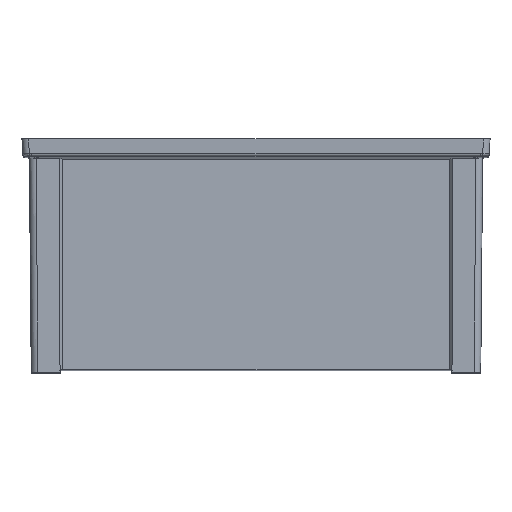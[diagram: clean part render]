
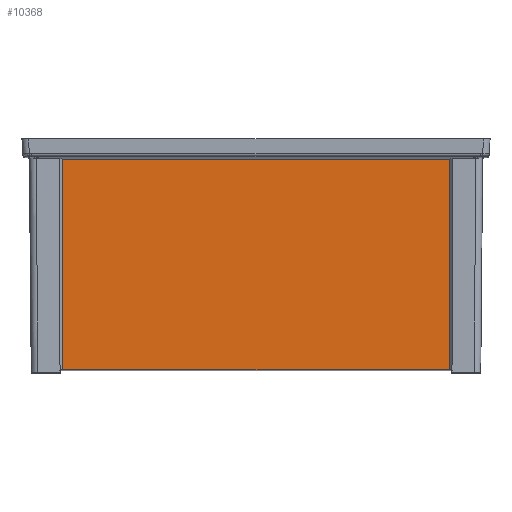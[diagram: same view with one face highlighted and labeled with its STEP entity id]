
A CAD part, top view. The second image highlights one B-rep face of the part: STEP entity #10368.
In plain terms, the highlighted planar face has unit normal (0, -0.009, 1).
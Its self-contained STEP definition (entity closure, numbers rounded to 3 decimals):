
#282 = DIRECTION ( 'NONE',  ( 0., -1., -0.009 ) ) ;
#788 = LINE ( 'NONE', #9340, #6298 ) ;
#946 = AXIS2_PLACEMENT_3D ( 'NONE', #12368, #6838, #282 ) ;
#1164 = LINE ( 'NONE', #9154, #7683 ) ;
#1289 = DIRECTION ( 'NONE',  ( 0.001, -1., -0.009 ) ) ;
#1941 = EDGE_LOOP ( 'NONE', ( #1949, #4150, #6107, #4063 ) ) ;
#1949 = ORIENTED_EDGE ( 'NONE', *, *, #12350, .F. ) ;
#2616 = VERTEX_POINT ( 'NONE', #8854 ) ;
#2838 = VECTOR ( 'NONE', #13964, 1000. ) ;
#3970 = CARTESIAN_POINT ( 'NONE',  ( 158.671, -189.4, 206.847 ) ) ;
#4063 = ORIENTED_EDGE ( 'NONE', *, *, #5018, .F. ) ;
#4150 = ORIENTED_EDGE ( 'NONE', *, *, #10986, .T. ) ;
#5018 = EDGE_CURVE ( 'NONE', #8743, #5838, #1164, .T. ) ;
#5455 = FACE_OUTER_BOUND ( 'NONE', #1941, .T. ) ;
#5838 = VERTEX_POINT ( 'NONE', #7499 ) ;
#6107 = ORIENTED_EDGE ( 'NONE', *, *, #7779, .T. ) ;
#6298 = VECTOR ( 'NONE', #12533, 1000. ) ;
#6571 = VECTOR ( 'NONE', #1289, 1000. ) ;
#6838 = DIRECTION ( 'NONE',  ( 0., -0.009, 1. ) ) ;
#6900 = LINE ( 'NONE', #12328, #6571 ) ;
#7265 = CARTESIAN_POINT ( 'NONE',  ( 617.46, 500000., 4571.934 ) ) ;
#7499 = CARTESIAN_POINT ( 'NONE',  ( -158.671, -189.4, 206.847 ) ) ;
#7683 = VECTOR ( 'NONE', #13484, 1000. ) ;
#7779 = EDGE_CURVE ( 'NONE', #2616, #5838, #6900, .T. ) ;
#8743 = VERTEX_POINT ( 'NONE', #3970 ) ;
#8854 = CARTESIAN_POINT ( 'NONE',  ( -158.829, -16.679, 208.354 ) ) ;
#9154 = CARTESIAN_POINT ( 'NONE',  ( -183.5, -189.4, 206.847 ) ) ;
#9340 = CARTESIAN_POINT ( 'NONE',  ( -183.5, -16.679, 208.354 ) ) ;
#10259 = CARTESIAN_POINT ( 'NONE',  ( 158.829, -16.679, 208.354 ) ) ;
#10368 = ADVANCED_FACE ( 'NONE', ( #5455 ), #11087, .T. ) ;
#10986 = EDGE_CURVE ( 'NONE', #13262, #2616, #788, .T. ) ;
#11087 = PLANE ( 'NONE',  #946 ) ;
#12077 = LINE ( 'NONE', #7265, #2838 ) ;
#12328 = CARTESIAN_POINT ( 'NONE',  ( -617.46, 500000., 4571.934 ) ) ;
#12350 = EDGE_CURVE ( 'NONE', #13262, #8743, #12077, .T. ) ;
#12368 = CARTESIAN_POINT ( 'NONE',  ( -183.5, 0., 208.5 ) ) ;
#12533 = DIRECTION ( 'NONE',  ( -1., 0., 0. ) ) ;
#13262 = VERTEX_POINT ( 'NONE', #10259 ) ;
#13484 = DIRECTION ( 'NONE',  ( -1., 0., 0. ) ) ;
#13964 = DIRECTION ( 'NONE',  ( -0.001, -1., -0.009 ) ) ;
